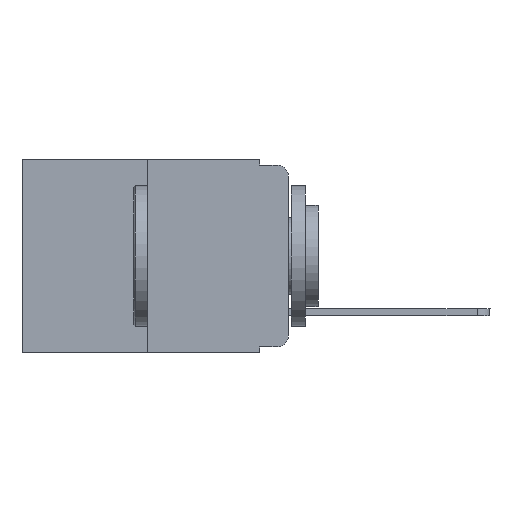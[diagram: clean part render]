
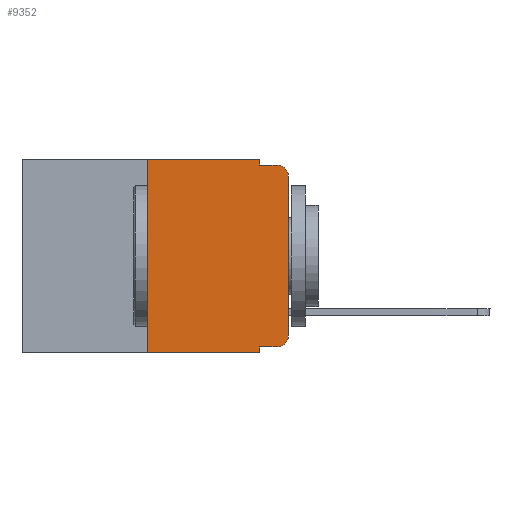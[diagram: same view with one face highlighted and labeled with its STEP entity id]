
A CAD part, left-side view. The second image highlights one B-rep face of the part: STEP entity #9352.
In plain terms, the highlighted planar face has unit normal (-1, 0, 0).
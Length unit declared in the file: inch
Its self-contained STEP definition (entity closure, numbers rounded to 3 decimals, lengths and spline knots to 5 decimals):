
#177 = VECTOR ( 'NONE', #19189, 39.37008 ) ;
#178 = VERTEX_POINT ( 'NONE', #676 ) ;
#368 = PLANE ( 'NONE',  #15753 ) ;
#540 = VERTEX_POINT ( 'NONE', #5280 ) ;
#676 = CARTESIAN_POINT ( 'NONE',  ( 0., 0.051, -0.333 ) ) ;
#1082 = DIRECTION ( 'NONE',  ( 0., 0., -1. ) ) ;
#1699 = CARTESIAN_POINT ( 'NONE',  ( 0., 0.02, -0.333 ) ) ;
#2013 = LINE ( 'NONE', #8031, #2593 ) ;
#2212 = DIRECTION ( 'NONE',  ( -1., 0., 0. ) ) ;
#2249 = CIRCLE ( 'NONE', #17043, 0.02 ) ;
#2593 = VECTOR ( 'NONE', #17103, 39.37008 ) ;
#2729 = EDGE_CURVE ( 'NONE', #8207, #17455, #13678, .T. ) ;
#2869 = VECTOR ( 'NONE', #15848, 39.37008 ) ;
#3136 = CARTESIAN_POINT ( 'NONE',  ( 0., 0., 0. ) ) ;
#3180 = LINE ( 'NONE', #9189, #18310 ) ;
#3200 = VERTEX_POINT ( 'NONE', #1699 ) ;
#3480 = VECTOR ( 'NONE', #17285, 39.37008 ) ;
#3783 = VERTEX_POINT ( 'NONE', #12525 ) ;
#4056 = CARTESIAN_POINT ( 'NONE',  ( 0., 0.473, -0.343 ) ) ;
#4344 = EDGE_CURVE ( 'NONE', #10658, #8207, #12802, .T. ) ;
#4656 = EDGE_CURVE ( 'NONE', #3783, #11621, #2249, .T. ) ;
#4896 = DIRECTION ( 'NONE',  ( 0., 0., -1. ) ) ;
#5054 = DIRECTION ( 'NONE',  ( 0., 0., -1. ) ) ;
#5069 = VECTOR ( 'NONE', #14059, 39.37008 ) ;
#5280 = CARTESIAN_POINT ( 'NONE',  ( 0., 0.051, -0.343 ) ) ;
#5753 = ORIENTED_EDGE ( 'NONE', *, *, #13179, .T. ) ;
#6369 = ORIENTED_EDGE ( 'NONE', *, *, #16287, .F. ) ;
#7033 = ORIENTED_EDGE ( 'NONE', *, *, #2729, .F. ) ;
#7290 = LINE ( 'NONE', #4056, #19289 ) ;
#8031 = CARTESIAN_POINT ( 'NONE',  ( 0., 0.051, -0.01 ) ) ;
#8046 = CARTESIAN_POINT ( 'NONE',  ( 0., 0.25, 0. ) ) ;
#8115 = ORIENTED_EDGE ( 'NONE', *, *, #16904, .T. ) ;
#8207 = VERTEX_POINT ( 'NONE', #13217 ) ;
#8814 = EDGE_CURVE ( 'NONE', #14370, #3783, #9146, .T. ) ;
#9146 = LINE ( 'NONE', #3136, #177 ) ;
#9189 = CARTESIAN_POINT ( 'NONE',  ( 0., 0.051, 0. ) ) ;
#9260 = CARTESIAN_POINT ( 'NONE',  ( 0., 0.25, 0. ) ) ;
#9352 = ADVANCED_FACE ( 'NONE', ( #18373 ), #368, .F. ) ;
#9525 = CARTESIAN_POINT ( 'NONE',  ( 0., 0.473, 0. ) ) ;
#10070 = DIRECTION ( 'NONE',  ( 0., -1., 0. ) ) ;
#10161 = CARTESIAN_POINT ( 'NONE',  ( 0., 0.02, -0.313 ) ) ;
#10446 = EDGE_CURVE ( 'NONE', #16479, #540, #7290, .T. ) ;
#10625 = CARTESIAN_POINT ( 'NONE',  ( 0., 0.051, 0. ) ) ;
#10658 = VERTEX_POINT ( 'NONE', #9260 ) ;
#10869 = ORIENTED_EDGE ( 'NONE', *, *, #14381, .F. ) ;
#11010 = LINE ( 'NONE', #8046, #5069 ) ;
#11079 = ORIENTED_EDGE ( 'NONE', *, *, #8814, .T. ) ;
#11389 = ORIENTED_EDGE ( 'NONE', *, *, #4344, .F. ) ;
#11621 = VERTEX_POINT ( 'NONE', #17255 ) ;
#11767 = AXIS2_PLACEMENT_3D ( 'NONE', #10161, #17342, #1082 ) ;
#12525 = CARTESIAN_POINT ( 'NONE',  ( 0., 0., -0.03 ) ) ;
#12557 = ORIENTED_EDGE ( 'NONE', *, *, #14245, .F. ) ;
#12777 = DIRECTION ( 'NONE',  ( 0., 0., -1. ) ) ;
#12802 = LINE ( 'NONE', #18781, #2869 ) ;
#12878 = CARTESIAN_POINT ( 'NONE',  ( 0., 0., -0.313 ) ) ;
#13137 = LINE ( 'NONE', #19134, #3480 ) ;
#13179 = EDGE_CURVE ( 'NONE', #178, #3200, #13137, .T. ) ;
#13217 = CARTESIAN_POINT ( 'NONE',  ( 0., 0.051, 0. ) ) ;
#13326 = CIRCLE ( 'NONE', #11767, 0.02 ) ;
#13678 = LINE ( 'NONE', #10625, #15414 ) ;
#13702 = ORIENTED_EDGE ( 'NONE', *, *, #10446, .T. ) ;
#14059 = DIRECTION ( 'NONE',  ( 0., 0., 1. ) ) ;
#14245 = EDGE_CURVE ( 'NONE', #17455, #11621, #2013, .T. ) ;
#14370 = VERTEX_POINT ( 'NONE', #12878 ) ;
#14381 = EDGE_CURVE ( 'NONE', #16479, #10658, #11010, .T. ) ;
#14547 = CARTESIAN_POINT ( 'NONE',  ( 0., 0.02, -0.03 ) ) ;
#15158 = DIRECTION ( 'NONE',  ( 0., 0., -1. ) ) ;
#15408 = CARTESIAN_POINT ( 'NONE',  ( 0., 0.051, -0.01 ) ) ;
#15414 = VECTOR ( 'NONE', #15158, 39.37008 ) ;
#15753 = AXIS2_PLACEMENT_3D ( 'NONE', #9525, #17011, #4896 ) ;
#15848 = DIRECTION ( 'NONE',  ( 0., -1., 0. ) ) ;
#16272 = EDGE_LOOP ( 'NONE', ( #11079, #17621, #12557, #7033, #11389, #10869, #13702, #6369, #5753, #8115 ) ) ;
#16287 = EDGE_CURVE ( 'NONE', #178, #540, #3180, .T. ) ;
#16479 = VERTEX_POINT ( 'NONE', #19020 ) ;
#16904 = EDGE_CURVE ( 'NONE', #3200, #14370, #13326, .T. ) ;
#17011 = DIRECTION ( 'NONE',  ( 1., 0., 0. ) ) ;
#17043 = AXIS2_PLACEMENT_3D ( 'NONE', #14547, #2212, #12777 ) ;
#17103 = DIRECTION ( 'NONE',  ( 0., -1., 0. ) ) ;
#17255 = CARTESIAN_POINT ( 'NONE',  ( 0., 0.02, -0.01 ) ) ;
#17285 = DIRECTION ( 'NONE',  ( 0., -1., 0. ) ) ;
#17342 = DIRECTION ( 'NONE',  ( -1., 0., 0. ) ) ;
#17455 = VERTEX_POINT ( 'NONE', #15408 ) ;
#17621 = ORIENTED_EDGE ( 'NONE', *, *, #4656, .T. ) ;
#18310 = VECTOR ( 'NONE', #5054, 39.37008 ) ;
#18373 = FACE_OUTER_BOUND ( 'NONE', #16272, .T. ) ;
#18781 = CARTESIAN_POINT ( 'NONE',  ( 0., 0.473, 0. ) ) ;
#19020 = CARTESIAN_POINT ( 'NONE',  ( 0., 0.25, -0.343 ) ) ;
#19134 = CARTESIAN_POINT ( 'NONE',  ( 0., 0.051, -0.333 ) ) ;
#19189 = DIRECTION ( 'NONE',  ( 0., 0., 1. ) ) ;
#19289 = VECTOR ( 'NONE', #10070, 39.37008 ) ;
